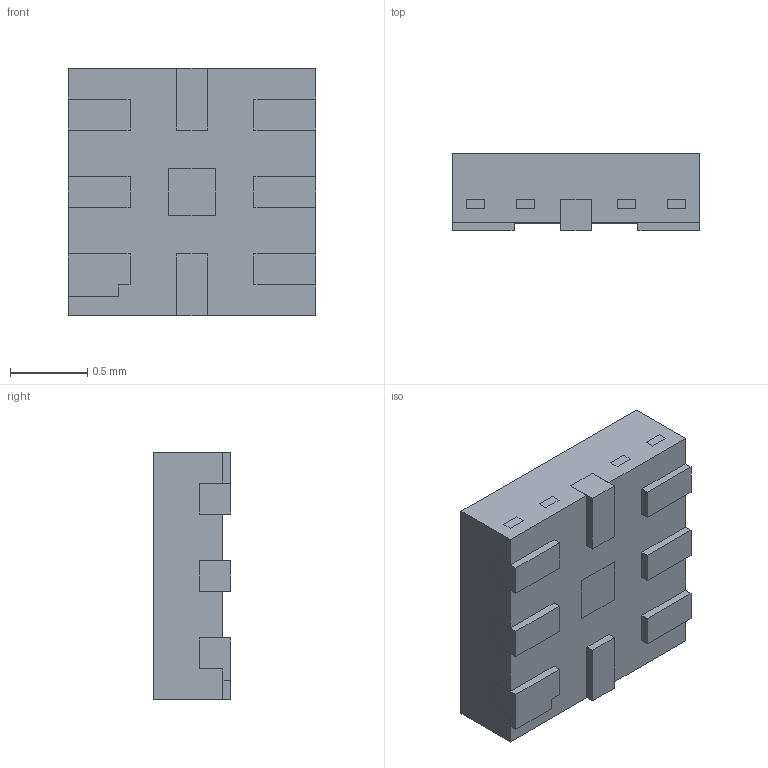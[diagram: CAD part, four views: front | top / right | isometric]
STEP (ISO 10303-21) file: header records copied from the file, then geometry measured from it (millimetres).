
FILE_DESCRIPTION (( 'STEP AP214' ), '1' );
FILE_NAME ('NT3H2211W0FHKH.STEP', '2022-07-06T22:22:12', ( '' ), ( '' ), 'SwSTEP 2.0', 'SolidWorks 2017', '' );
FILE_SCHEMA (( 'AUTOMOTIVE_DESIGN' ));
Length unit declared in the file: millimetre
Products named in the file (1): NT3H2211W0FHKH
Bounding box: 1.6 x 0.5 x 1.6 mm (x, y, z)
Volume: 1.2 mm3; surface area: 16.2 mm2
Topology: 9 solids, 9 shells, 171 faces, 489 edges, 326 vertices
Faces by surface type: plane 167, cylinder 4
Entity records: 5617 total; most frequent: CARTESIAN_POINT 987, ORIENTED_EDGE 978, DIRECTION 841, EDGE_CURVE 489, VECTOR 481, LINE 481, VERTEX_POINT 326, EDGE_LOOP 181
